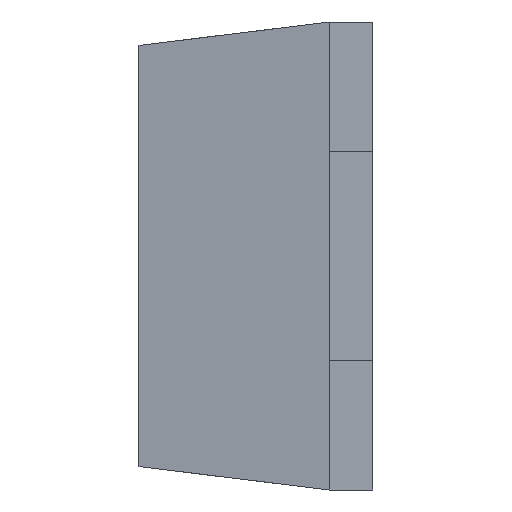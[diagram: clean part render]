
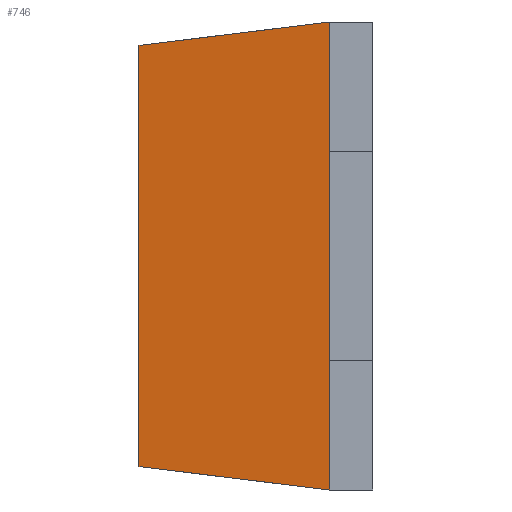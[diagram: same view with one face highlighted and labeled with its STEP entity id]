
A CAD part, left-side view. The second image highlights one B-rep face of the part: STEP entity #746.
In plain terms, the highlighted planar face has unit normal (-0.993, 0.122, 0).
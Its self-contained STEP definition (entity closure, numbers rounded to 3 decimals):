
#29 = EDGE_CURVE ( 'NONE', #1215, #1425, #504, .T. ) ;
#37 = DIRECTION ( 'NONE',  ( 0.993, -0.122, 0. ) ) ;
#104 = VERTEX_POINT ( 'NONE', #691 ) ;
#155 = LINE ( 'NONE', #932, #1208 ) ;
#205 = EDGE_CURVE ( 'NONE', #1215, #839, #155, .T. ) ;
#284 = ORIENTED_EDGE ( 'NONE', *, *, #205, .T. ) ;
#418 = CARTESIAN_POINT ( 'NONE',  ( -1.475, 0.175, 0.425 ) ) ;
#442 = CARTESIAN_POINT ( 'NONE',  ( -1.38, 0.95, 0.95 ) ) ;
#466 = CARTESIAN_POINT ( 'NONE',  ( -1.353, 1.165, -0.828 ) ) ;
#475 = DIRECTION ( 'NONE',  ( 0.121, 0.985, -0.121 ) ) ;
#478 = ORIENTED_EDGE ( 'NONE', *, *, #1236, .T. ) ;
#504 = LINE ( 'NONE', #1390, #1038 ) ;
#564 = CARTESIAN_POINT ( 'NONE',  ( -1.475, 0.175, 0.95 ) ) ;
#581 = CARTESIAN_POINT ( 'NONE',  ( -1.475, 0.175, 0.95 ) ) ;
#604 = LINE ( 'NONE', #564, #640 ) ;
#616 = LINE ( 'NONE', #466, #1135 ) ;
#618 = LINE ( 'NONE', #780, #714 ) ;
#640 = VECTOR ( 'NONE', #965, 1000. ) ;
#648 = DIRECTION ( 'NONE',  ( 0., 0., -1. ) ) ;
#673 = VECTOR ( 'NONE', #1440, 1000. ) ;
#691 = CARTESIAN_POINT ( 'NONE',  ( -1.475, 0.175, -0.425 ) ) ;
#707 = DIRECTION ( 'NONE',  ( -0.121, -0.985, -0.121 ) ) ;
#714 = VECTOR ( 'NONE', #792, 1000. ) ;
#744 = EDGE_LOOP ( 'NONE', ( #1439, #284, #804, #478, #1437, #1278 ) ) ;
#746 = ADVANCED_FACE ( 'NONE', ( #1343 ), #796, .F. ) ;
#780 = CARTESIAN_POINT ( 'NONE',  ( -1.475, 0.175, 0.95 ) ) ;
#792 = DIRECTION ( 'NONE',  ( 0., 0., -1. ) ) ;
#796 = PLANE ( 'NONE',  #1095 ) ;
#804 = ORIENTED_EDGE ( 'NONE', *, *, #1477, .T. ) ;
#813 = VERTEX_POINT ( 'NONE', #912 ) ;
#839 = VERTEX_POINT ( 'NONE', #1537 ) ;
#912 = CARTESIAN_POINT ( 'NONE',  ( -1.38, 0.95, -0.855 ) ) ;
#932 = CARTESIAN_POINT ( 'NONE',  ( -1.381, 0.939, 0.856 ) ) ;
#940 = CARTESIAN_POINT ( 'NONE',  ( -1.38, 0.95, 0.95 ) ) ;
#965 = DIRECTION ( 'NONE',  ( 0., 0., -1. ) ) ;
#1038 = VECTOR ( 'NONE', #648, 1000. ) ;
#1050 = DIRECTION ( 'NONE',  ( 0.122, 0.993, 0. ) ) ;
#1095 = AXIS2_PLACEMENT_3D ( 'NONE', #940, #37, #1050 ) ;
#1135 = VECTOR ( 'NONE', #707, 1000. ) ;
#1137 = EDGE_CURVE ( 'NONE', #104, #1261, #604, .T. ) ;
#1189 = LINE ( 'NONE', #442, #673 ) ;
#1208 = VECTOR ( 'NONE', #475, 1000. ) ;
#1215 = VERTEX_POINT ( 'NONE', #581 ) ;
#1236 = EDGE_CURVE ( 'NONE', #813, #1261, #616, .T. ) ;
#1261 = VERTEX_POINT ( 'NONE', #1366 ) ;
#1278 = ORIENTED_EDGE ( 'NONE', *, *, #1391, .F. ) ;
#1343 = FACE_OUTER_BOUND ( 'NONE', #744, .T. ) ;
#1366 = CARTESIAN_POINT ( 'NONE',  ( -1.475, 0.175, -0.95 ) ) ;
#1390 = CARTESIAN_POINT ( 'NONE',  ( -1.475, 0.175, 0.95 ) ) ;
#1391 = EDGE_CURVE ( 'NONE', #1425, #104, #618, .T. ) ;
#1425 = VERTEX_POINT ( 'NONE', #418 ) ;
#1437 = ORIENTED_EDGE ( 'NONE', *, *, #1137, .F. ) ;
#1439 = ORIENTED_EDGE ( 'NONE', *, *, #29, .F. ) ;
#1440 = DIRECTION ( 'NONE',  ( 0., 0., -1. ) ) ;
#1477 = EDGE_CURVE ( 'NONE', #839, #813, #1189, .T. ) ;
#1537 = CARTESIAN_POINT ( 'NONE',  ( -1.38, 0.95, 0.855 ) ) ;
